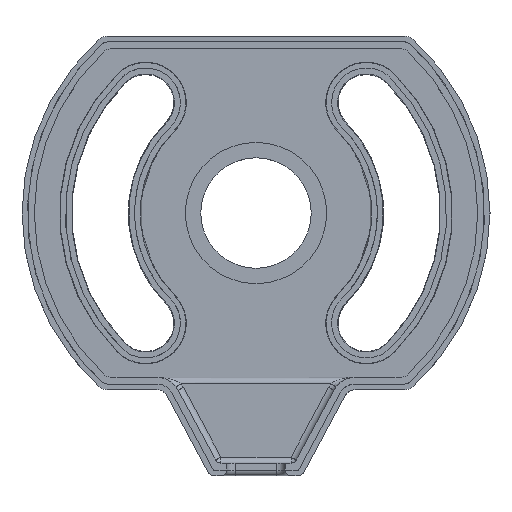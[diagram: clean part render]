
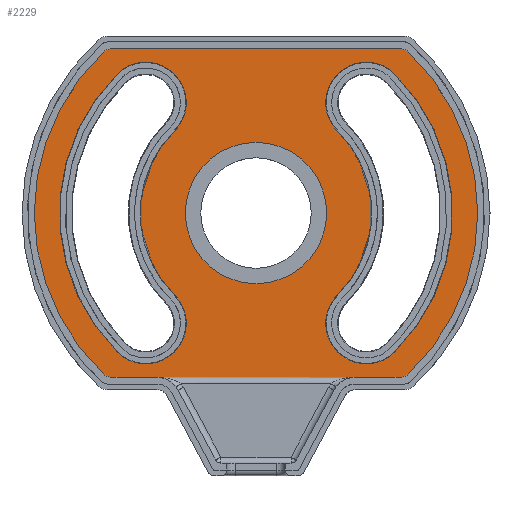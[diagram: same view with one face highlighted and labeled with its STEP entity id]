
A CAD part, top view. The second image highlights one B-rep face of the part: STEP entity #2229.
In plain terms, the highlighted planar face has unit normal (0, 0, 1).
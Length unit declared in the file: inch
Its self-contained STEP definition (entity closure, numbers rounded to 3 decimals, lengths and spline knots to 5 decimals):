
#144=FACE_BOUND('',#705,.T.);
#145=FACE_BOUND('',#706,.T.);
#146=FACE_BOUND('',#707,.T.);
#265=LINE('',#4793,#409);
#266=LINE('',#4801,#410);
#409=VECTOR('',#3091,0.92348);
#410=VECTOR('',#3098,0.92348);
#459=PLANE('',#2490);
#566=FACE_OUTER_BOUND('',#704,.T.);
#704=EDGE_LOOP('',(#1956,#1957,#1958,#1959,#1960,#1961,#1962,#1963));
#705=EDGE_LOOP('',(#1964,#1965,#1966,#1967));
#706=EDGE_LOOP('',(#1968,#1969,#1970,#1971));
#707=EDGE_LOOP('',(#1972,#1973));
#828=CIRCLE('',#2439,0.22638);
#829=CIRCLE('',#2440,0.22638);
#838=CIRCLE('',#2453,0.12992);
#839=CIRCLE('',#2455,0.62992);
#840=CIRCLE('',#2457,0.37008);
#841=CIRCLE('',#2459,0.12992);
#862=CIRCLE('',#2491,0.71063);
#863=CIRCLE('',#2492,0.03937);
#864=CIRCLE('',#2493,0.03937);
#865=CIRCLE('',#2494,0.71063);
#866=CIRCLE('',#2495,0.03937);
#867=CIRCLE('',#2496,0.03937);
#868=CIRCLE('',#2497,0.62992);
#869=CIRCLE('',#2498,0.12992);
#870=CIRCLE('',#2499,0.37008);
#871=CIRCLE('',#2500,0.12992);
#1032=VERTEX_POINT('',#4359);
#1033=VERTEX_POINT('',#4361);
#1044=VERTEX_POINT('',#4675);
#1045=VERTEX_POINT('',#4677);
#1046=VERTEX_POINT('',#4681);
#1047=VERTEX_POINT('',#4685);
#1070=VERTEX_POINT('',#4787);
#1071=VERTEX_POINT('',#4788);
#1072=VERTEX_POINT('',#4790);
#1073=VERTEX_POINT('',#4792);
#1074=VERTEX_POINT('',#4794);
#1075=VERTEX_POINT('',#4796);
#1076=VERTEX_POINT('',#4798);
#1077=VERTEX_POINT('',#4800);
#1078=VERTEX_POINT('',#4803);
#1079=VERTEX_POINT('',#4804);
#1080=VERTEX_POINT('',#4806);
#1081=VERTEX_POINT('',#4808);
#1314=EDGE_CURVE('',#1032,#1033,#828,.T.);
#1315=EDGE_CURVE('',#1033,#1032,#829,.T.);
#1337=EDGE_CURVE('',#1044,#1045,#838,.T.);
#1339=EDGE_CURVE('',#1046,#1044,#839,.T.);
#1340=EDGE_CURVE('',#1045,#1047,#840,.T.);
#1342=EDGE_CURVE('',#1047,#1046,#841,.T.);
#1377=EDGE_CURVE('',#1070,#1071,#862,.T.);
#1378=EDGE_CURVE('',#1071,#1072,#863,.T.);
#1379=EDGE_CURVE('',#1072,#1073,#265,.T.);
#1380=EDGE_CURVE('',#1073,#1074,#864,.T.);
#1381=EDGE_CURVE('',#1074,#1075,#865,.T.);
#1382=EDGE_CURVE('',#1075,#1076,#866,.T.);
#1383=EDGE_CURVE('',#1076,#1077,#266,.T.);
#1384=EDGE_CURVE('',#1077,#1070,#867,.T.);
#1385=EDGE_CURVE('',#1078,#1079,#868,.T.);
#1386=EDGE_CURVE('',#1079,#1080,#869,.T.);
#1387=EDGE_CURVE('',#1080,#1081,#870,.T.);
#1388=EDGE_CURVE('',#1081,#1078,#871,.T.);
#1956=ORIENTED_EDGE('',*,*,#1377,.T.);
#1957=ORIENTED_EDGE('',*,*,#1378,.T.);
#1958=ORIENTED_EDGE('',*,*,#1379,.T.);
#1959=ORIENTED_EDGE('',*,*,#1380,.T.);
#1960=ORIENTED_EDGE('',*,*,#1381,.T.);
#1961=ORIENTED_EDGE('',*,*,#1382,.T.);
#1962=ORIENTED_EDGE('',*,*,#1383,.T.);
#1963=ORIENTED_EDGE('',*,*,#1384,.T.);
#1964=ORIENTED_EDGE('',*,*,#1385,.T.);
#1965=ORIENTED_EDGE('',*,*,#1386,.T.);
#1966=ORIENTED_EDGE('',*,*,#1387,.T.);
#1967=ORIENTED_EDGE('',*,*,#1388,.T.);
#1968=ORIENTED_EDGE('',*,*,#1339,.T.);
#1969=ORIENTED_EDGE('',*,*,#1337,.T.);
#1970=ORIENTED_EDGE('',*,*,#1340,.T.);
#1971=ORIENTED_EDGE('',*,*,#1342,.T.);
#1972=ORIENTED_EDGE('',*,*,#1315,.F.);
#1973=ORIENTED_EDGE('',*,*,#1314,.F.);
#2229=ADVANCED_FACE('',(#566,#144,#145,#146),#459,.T.);
#2439=AXIS2_PLACEMENT_3D('',#4362,#2958,#2959);
#2440=AXIS2_PLACEMENT_3D('',#4363,#2960,#2961);
#2453=AXIS2_PLACEMENT_3D('',#4679,#2995,#2996);
#2455=AXIS2_PLACEMENT_3D('',#4683,#3000,#3001);
#2457=AXIS2_PLACEMENT_3D('',#4686,#3004,#3005);
#2459=AXIS2_PLACEMENT_3D('',#4689,#3009,#3010);
#2490=AXIS2_PLACEMENT_3D('',#4786,#3085,#3086);
#2491=AXIS2_PLACEMENT_3D('',#4789,#3087,#3088);
#2492=AXIS2_PLACEMENT_3D('',#4791,#3089,#3090);
#2493=AXIS2_PLACEMENT_3D('',#4795,#3092,#3093);
#2494=AXIS2_PLACEMENT_3D('',#4797,#3094,#3095);
#2495=AXIS2_PLACEMENT_3D('',#4799,#3096,#3097);
#2496=AXIS2_PLACEMENT_3D('',#4802,#3099,#3100);
#2497=AXIS2_PLACEMENT_3D('',#4805,#3101,#3102);
#2498=AXIS2_PLACEMENT_3D('',#4807,#3103,#3104);
#2499=AXIS2_PLACEMENT_3D('',#4809,#3105,#3106);
#2500=AXIS2_PLACEMENT_3D('',#4810,#3107,#3108);
#2958=DIRECTION('center_axis',(0.,0.,1.));
#2959=DIRECTION('ref_axis',(1.,0.,0.));
#2960=DIRECTION('center_axis',(0.,0.,1.));
#2961=DIRECTION('ref_axis',(1.,0.,0.));
#2995=DIRECTION('center_axis',(0.,0.,-1.));
#2996=DIRECTION('ref_axis',(-1.,0.,0.));
#3000=DIRECTION('center_axis',(0.,0.,-1.));
#3001=DIRECTION('ref_axis',(0.,1.,0.));
#3004=DIRECTION('center_axis',(0.,0.,1.));
#3005=DIRECTION('ref_axis',(0.,-1.,0.));
#3009=DIRECTION('center_axis',(0.,0.,-1.));
#3010=DIRECTION('ref_axis',(-1.,0.,0.));
#3085=DIRECTION('center_axis',(0.,0.,1.));
#3086=DIRECTION('ref_axis',(1.,0.,0.));
#3087=DIRECTION('center_axis',(0.,0.,1.));
#3088=DIRECTION('ref_axis',(1.,0.,0.));
#3089=DIRECTION('center_axis',(0.,0.,1.));
#3090=DIRECTION('ref_axis',(-1.,0.,0.));
#3091=DIRECTION('',(1.,0.,0.));
#3092=DIRECTION('center_axis',(0.,0.,1.));
#3093=DIRECTION('ref_axis',(-1.,0.,0.));
#3094=DIRECTION('center_axis',(0.,0.,1.));
#3095=DIRECTION('ref_axis',(1.,0.,0.));
#3096=DIRECTION('center_axis',(0.,0.,1.));
#3097=DIRECTION('ref_axis',(-1.,0.,0.));
#3098=DIRECTION('',(-1.,0.,0.));
#3099=DIRECTION('center_axis',(0.,0.,1.));
#3100=DIRECTION('ref_axis',(-1.,0.,0.));
#3101=DIRECTION('center_axis',(0.,0.,-1.));
#3102=DIRECTION('ref_axis',(0.,1.,0.));
#3103=DIRECTION('center_axis',(0.,0.,-1.));
#3104=DIRECTION('ref_axis',(-1.,0.,0.));
#3105=DIRECTION('center_axis',(0.,0.,1.));
#3106=DIRECTION('ref_axis',(0.,-1.,0.));
#3107=DIRECTION('center_axis',(0.,0.,-1.));
#3108=DIRECTION('ref_axis',(-1.,0.,0.));
#4359=CARTESIAN_POINT('',(-0.22638,0.,-0.12205));
#4361=CARTESIAN_POINT('',(0.22638,0.,-0.12205));
#4362=CARTESIAN_POINT('Origin',(0.,0.,-0.12205));
#4363=CARTESIAN_POINT('Origin',(0.,0.,-0.12205));
#4675=CARTESIAN_POINT('',(-0.44542,0.44542,-0.12205));
#4677=CARTESIAN_POINT('',(-0.26169,0.26169,-0.12205));
#4679=CARTESIAN_POINT('Origin',(-0.35355,0.35355,-0.12205));
#4681=CARTESIAN_POINT('',(-0.44542,-0.44542,-0.12205));
#4683=CARTESIAN_POINT('Origin',(0.,0.,-0.12205));
#4685=CARTESIAN_POINT('',(-0.26169,-0.26169,-0.12205));
#4686=CARTESIAN_POINT('Origin',(0.,0.,-0.12205));
#4689=CARTESIAN_POINT('Origin',(-0.35355,-0.35355,-0.12205));
#4786=CARTESIAN_POINT('Origin',(0.,0.,-0.12205));
#4787=CARTESIAN_POINT('',(-0.48882,0.5158,-0.12205));
#4788=CARTESIAN_POINT('',(-0.48882,-0.5158,-0.12205));
#4789=CARTESIAN_POINT('Origin',(0.,0.,-0.12205));
#4790=CARTESIAN_POINT('',(-0.46174,-0.52659,-0.12205));
#4791=CARTESIAN_POINT('Origin',(-0.46174,-0.48722,-0.12205));
#4792=CARTESIAN_POINT('',(0.46174,-0.52659,-0.12205));
#4793=CARTESIAN_POINT('',(-0.46174,-0.52659,-0.12205));
#4794=CARTESIAN_POINT('',(0.48882,-0.5158,-0.12205));
#4795=CARTESIAN_POINT('Origin',(0.46174,-0.48722,-0.12205));
#4796=CARTESIAN_POINT('',(0.48882,0.5158,-0.12205));
#4797=CARTESIAN_POINT('Origin',(0.,0.,-0.12205));
#4798=CARTESIAN_POINT('',(0.46174,0.52659,-0.12205));
#4799=CARTESIAN_POINT('Origin',(0.46174,0.48722,-0.12205));
#4800=CARTESIAN_POINT('',(-0.46174,0.52659,-0.12205));
#4801=CARTESIAN_POINT('',(0.46174,0.52659,-0.12205));
#4802=CARTESIAN_POINT('Origin',(-0.46174,0.48722,-0.12205));
#4803=CARTESIAN_POINT('',(0.44542,0.44542,-0.12205));
#4804=CARTESIAN_POINT('',(0.44542,-0.44542,-0.12205));
#4805=CARTESIAN_POINT('Origin',(0.,0.,-0.12205));
#4806=CARTESIAN_POINT('',(0.26169,-0.26169,-0.12205));
#4807=CARTESIAN_POINT('Origin',(0.35355,-0.35355,-0.12205));
#4808=CARTESIAN_POINT('',(0.26169,0.26169,-0.12205));
#4809=CARTESIAN_POINT('Origin',(0.,0.,
-0.12205));
#4810=CARTESIAN_POINT('Origin',(0.35355,0.35355,-0.12205));
